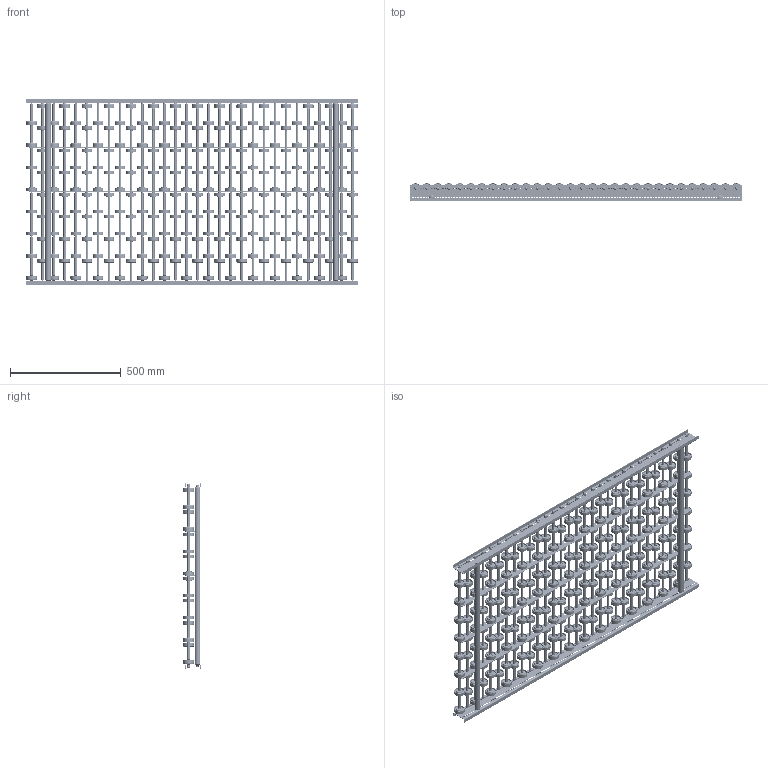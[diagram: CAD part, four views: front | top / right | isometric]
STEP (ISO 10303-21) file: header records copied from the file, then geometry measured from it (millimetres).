
FILE_DESCRIPTION (( 'STEP AP214' ), '1' );
FILE_NAME ('0052391.step', '2021-10-26T13:14:09', ( '' ), ( '' ), 'SwSTEP 2.0', 'SolidWorks 2020', '' );
FILE_SCHEMA (( 'AUTOMOTIVE_DESIGN' ));
Length unit declared in the file: millimetre
Products named in the file (10): Traversen_KFG_L800; Hutmutter_DIN_1587_M8; S106837_Gewindestange-M8-KFG_L820; 0052391; S100100_Längstraverse-42x2,5_S100102_L„ngstraverse-RB-L1500; 0011532_2300-48-8; 0046278_KB-ROHR-12X1,75mm_KFG_L75; Röllchenachse-für-Konfiguration_EL800; S100994_Sperrzahnschraube_M08x16-8.8-A2K; Profil_LRB-20x70x20x2_KFG_S100201_U-PROFIL-20-70-20-2-LRB-L=1500
Assembly tree (118 placements, depth 3):
  0052391
    Profil_LRB-20x70x20x2_KFG_S100201_U-PROFIL-20-70-20-2-LRB-L=1500  x2
    S100994_Sperrzahnschraube_M08x16-8.8-A2K  x4
    Traversen_KFG_L800  x2
    Röllchenachse-für-Konfiguration_EL800  x30
      S106837_Gewindestange-M8-KFG_L820
      0011532_2300-48-8
      0046278_KB-ROHR-12X1,75mm_KFG_L75
    S100100_Längstraverse-42x2,5_S100102_L„ngstraverse-RB-L1500  x3
    Hutmutter_DIN_1587_M8  x60
Bounding box: 1500 x 79 x 840 mm (x, y, z)
Volume: 7841612.4 mm3; surface area: 5456754.7 mm2
Topology: 585 solids, 585 shells, 21536 faces, 44850 edges, 26540 vertices
Faces by surface type: torus 7696, cylinder 6954, plane 3798, cone 3028, bspline 60
Entity records: 29492 total; most frequent: DIRECTION 5423, CARTESIAN_POINT 5024, ORIENTED_EDGE 4452, AXIS2_PLACEMENT_3D 2349, EDGE_CURVE 2226, VERTEX_POINT 1454, EDGE_LOOP 1424, CIRCLE 1421
